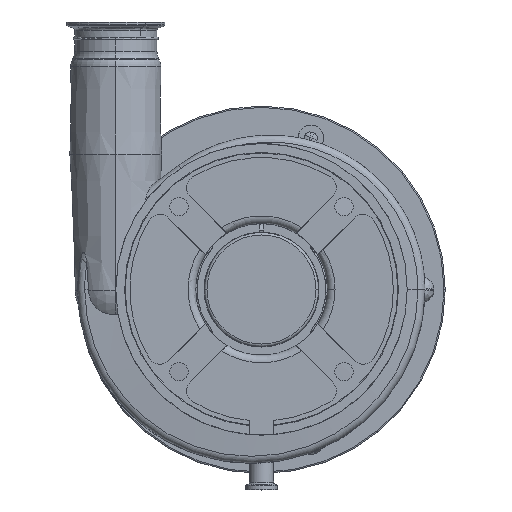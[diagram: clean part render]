
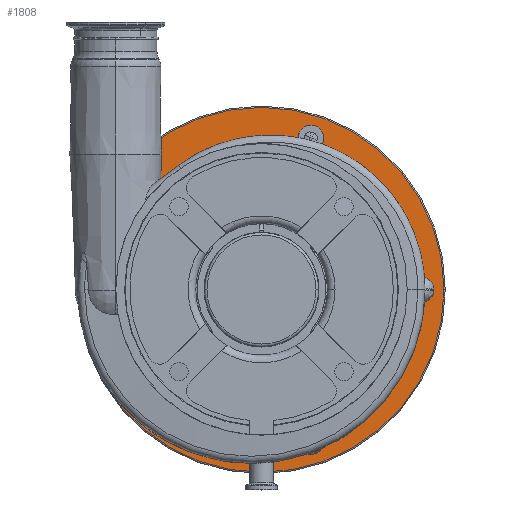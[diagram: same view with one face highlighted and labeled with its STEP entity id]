
A CAD part, top view. The second image highlights one B-rep face of the part: STEP entity #1808.
In plain terms, the highlighted planar face has unit normal (0, 0, 1).
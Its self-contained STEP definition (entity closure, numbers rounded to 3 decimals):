
#14 = VERTEX_POINT ( 'NONE', #6147 ) ;
#17 = FACE_BOUND ( 'NONE', #4003, .T. ) ;
#109 = CARTESIAN_POINT ( 'NONE',  ( 0., 115., -61. ) ) ;
#138 = EDGE_CURVE ( 'NONE', #2972, #895, #1091, .T. ) ;
#150 = DIRECTION ( 'NONE',  ( 0., 0., 1. ) ) ;
#193 = FACE_OUTER_BOUND ( 'NONE', #5569, .T. ) ;
#247 = DIRECTION ( 'NONE',  ( -1., 0., 0. ) ) ;
#560 = ORIENTED_EDGE ( 'NONE', *, *, #4358, .T. ) ;
#810 = ORIENTED_EDGE ( 'NONE', *, *, #138, .T. ) ;
#895 = VERTEX_POINT ( 'NONE', #6562 ) ;
#908 = EDGE_LOOP ( 'NONE', ( #5233, #12015 ) ) ;
#917 = DIRECTION ( 'NONE',  ( -1., 0., 0. ) ) ;
#1091 = CIRCLE ( 'NONE', #10751, 10. ) ;
#1093 = DIRECTION ( 'NONE',  ( 0., 0., -1. ) ) ;
#1218 = VERTEX_POINT ( 'NONE', #11399 ) ;
#1315 = DIRECTION ( 'NONE',  ( -1., 0., 0. ) ) ;
#1526 = ORIENTED_EDGE ( 'NONE', *, *, #16768, .T. ) ;
#1641 = CARTESIAN_POINT ( 'NONE',  ( 144., 0., -61. ) ) ;
#1785 = CARTESIAN_POINT ( 'NONE',  ( 48.936, 119.833, -61. ) ) ;
#1808 = ADVANCED_FACE ( 'NONE', ( #17, #12030, #13489, #4228, #16108, #9515, #193 ), #9427, .F. ) ;
#1842 = DIRECTION ( 'NONE',  ( -1., 0., 0. ) ) ;
#2038 = CARTESIAN_POINT ( 'NONE',  ( 38.936, -119.833, -61. ) ) ;
#2091 = EDGE_CURVE ( 'NONE', #895, #2972, #12149, .T. ) ;
#2247 = CARTESIAN_POINT ( 'NONE',  ( -101.936, 74.061, -61. ) ) ;
#2462 = AXIS2_PLACEMENT_3D ( 'NONE', #109, #15943, #1315 ) ;
#2467 = DIRECTION ( 'NONE',  ( -1., 0., 0. ) ) ;
#2481 = VERTEX_POINT ( 'NONE', #5836 ) ;
#2647 = ORIENTED_EDGE ( 'NONE', *, *, #8981, .T. ) ;
#2684 = CARTESIAN_POINT ( 'NONE',  ( 115., 0., -61. ) ) ;
#2856 = CARTESIAN_POINT ( 'NONE',  ( 116., 0., -61. ) ) ;
#2892 = CIRCLE ( 'NONE', #12832, 10. ) ;
#2972 = VERTEX_POINT ( 'NONE', #2856 ) ;
#3010 = DIRECTION ( 'NONE',  ( -1., 0., 0. ) ) ;
#3290 = AXIS2_PLACEMENT_3D ( 'NONE', #6374, #15837, #5079 ) ;
#3318 = EDGE_LOOP ( 'NONE', ( #3476, #1526 ) ) ;
#3339 = AXIS2_PLACEMENT_3D ( 'NONE', #5142, #150, #10768 ) ;
#3454 = DIRECTION ( 'NONE',  ( -1., 0., 0. ) ) ;
#3476 = ORIENTED_EDGE ( 'NONE', *, *, #14880, .T. ) ;
#3672 = AXIS2_PLACEMENT_3D ( 'NONE', #14875, #12365, #4311 ) ;
#4003 = EDGE_LOOP ( 'NONE', ( #2647, #560 ) ) ;
#4075 = VERTEX_POINT ( 'NONE', #13852 ) ;
#4215 = CARTESIAN_POINT ( 'NONE',  ( -101.936, -74.061, -61. ) ) ;
#4228 = FACE_BOUND ( 'NONE', #4546, .T. ) ;
#4311 = DIRECTION ( 'NONE',  ( -1., 0., 0. ) ) ;
#4358 = EDGE_CURVE ( 'NONE', #4075, #6141, #5544, .T. ) ;
#4378 = AXIS2_PLACEMENT_3D ( 'NONE', #7107, #15001, #1842 ) ;
#4484 = EDGE_CURVE ( 'NONE', #5129, #1218, #6926, .T. ) ;
#4546 = EDGE_LOOP ( 'NONE', ( #6643, #810 ) ) ;
#4647 = CIRCLE ( 'NONE', #4378, 10. ) ;
#4708 = DIRECTION ( 'NONE',  ( 0., 0., -1. ) ) ;
#4797 = DIRECTION ( 'NONE',  ( -1., 0., 0. ) ) ;
#5022 = DIRECTION ( 'NONE',  ( 1., 0., 0. ) ) ;
#5079 = DIRECTION ( 'NONE',  ( -1., 0., 0. ) ) ;
#5129 = VERTEX_POINT ( 'NONE', #1641 ) ;
#5142 = CARTESIAN_POINT ( 'NONE',  ( 0., 0., -61. ) ) ;
#5233 = ORIENTED_EDGE ( 'NONE', *, *, #10015, .T. ) ;
#5236 = ORIENTED_EDGE ( 'NONE', *, *, #11555, .T. ) ;
#5337 = DIRECTION ( 'NONE',  ( 0., 0., -1. ) ) ;
#5352 = DIRECTION ( 'NONE',  ( 0., 0., -1. ) ) ;
#5456 = EDGE_LOOP ( 'NONE', ( #5236, #13175 ) ) ;
#5544 = CIRCLE ( 'NONE', #8854, 10. ) ;
#5569 = EDGE_LOOP ( 'NONE', ( #8348, #8368 ) ) ;
#5836 = CARTESIAN_POINT ( 'NONE',  ( -111.936, 74.061, -61. ) ) ;
#6071 = AXIS2_PLACEMENT_3D ( 'NONE', #15106, #16327, #11288 ) ;
#6091 = CARTESIAN_POINT ( 'NONE',  ( 38.936, -119.833, -61. ) ) ;
#6141 = VERTEX_POINT ( 'NONE', #9990 ) ;
#6147 = CARTESIAN_POINT ( 'NONE',  ( -111.936, -74.061, -61. ) ) ;
#6325 = AXIS2_PLACEMENT_3D ( 'NONE', #2247, #15667, #3454 ) ;
#6374 = CARTESIAN_POINT ( 'NONE',  ( 126., 0., -61. ) ) ;
#6562 = CARTESIAN_POINT ( 'NONE',  ( 136., 0., -61. ) ) ;
#6615 = CIRCLE ( 'NONE', #6071, 144. ) ;
#6643 = ORIENTED_EDGE ( 'NONE', *, *, #2091, .T. ) ;
#6926 = CIRCLE ( 'NONE', #3339, 144. ) ;
#7107 = CARTESIAN_POINT ( 'NONE',  ( 38.936, 119.833, -61. ) ) ;
#7231 = ORIENTED_EDGE ( 'NONE', *, *, #16526, .F. ) ;
#7575 = CARTESIAN_POINT ( 'NONE',  ( 0., 0., -61. ) ) ;
#7576 = VERTEX_POINT ( 'NONE', #13421 ) ;
#7763 = EDGE_CURVE ( 'NONE', #14, #7576, #9370, .T. ) ;
#7826 = VERTEX_POINT ( 'NONE', #2684 ) ;
#7847 = VERTEX_POINT ( 'NONE', #9923 ) ;
#7881 = VERTEX_POINT ( 'NONE', #12956 ) ;
#8348 = ORIENTED_EDGE ( 'NONE', *, *, #4484, .T. ) ;
#8368 = ORIENTED_EDGE ( 'NONE', *, *, #8925, .T. ) ;
#8624 = CIRCLE ( 'NONE', #15845, 115. ) ;
#8854 = AXIS2_PLACEMENT_3D ( 'NONE', #6091, #1093, #2467 ) ;
#8891 = ORIENTED_EDGE ( 'NONE', *, *, #12637, .F. ) ;
#8925 = EDGE_CURVE ( 'NONE', #1218, #5129, #6615, .T. ) ;
#8981 = EDGE_CURVE ( 'NONE', #6141, #4075, #9292, .T. ) ;
#9292 = CIRCLE ( 'NONE', #11490, 10. ) ;
#9370 = CIRCLE ( 'NONE', #13241, 10. ) ;
#9427 = PLANE ( 'NONE',  #2462 ) ;
#9515 = FACE_BOUND ( 'NONE', #13076, .T. ) ;
#9654 = CARTESIAN_POINT ( 'NONE',  ( -115., 0., -61. ) ) ;
#9736 = CIRCLE ( 'NONE', #3672, 10. ) ;
#9827 = DIRECTION ( 'NONE',  ( 0., 0., -1. ) ) ;
#9890 = DIRECTION ( 'NONE',  ( 1., 0., 0. ) ) ;
#9923 = CARTESIAN_POINT ( 'NONE',  ( 28.936, 119.833, -61. ) ) ;
#9990 = CARTESIAN_POINT ( 'NONE',  ( 48.936, -119.833, -61. ) ) ;
#10015 = EDGE_CURVE ( 'NONE', #7881, #2481, #2892, .T. ) ;
#10168 = DIRECTION ( 'NONE',  ( 0., 0., 1. ) ) ;
#10389 = DIRECTION ( 'NONE',  ( 0., 0., 1. ) ) ;
#10751 = AXIS2_PLACEMENT_3D ( 'NONE', #12011, #5337, #247 ) ;
#10768 = DIRECTION ( 'NONE',  ( 1., 0., 0. ) ) ;
#11288 = DIRECTION ( 'NONE',  ( 1., 0., 0. ) ) ;
#11399 = CARTESIAN_POINT ( 'NONE',  ( -144., 0., -61. ) ) ;
#11490 = AXIS2_PLACEMENT_3D ( 'NONE', #2038, #4708, #4797 ) ;
#11555 = EDGE_CURVE ( 'NONE', #7576, #14, #15376, .T. ) ;
#11601 = CIRCLE ( 'NONE', #17112, 115. ) ;
#12011 = CARTESIAN_POINT ( 'NONE',  ( 126., 0., -61. ) ) ;
#12015 = ORIENTED_EDGE ( 'NONE', *, *, #15900, .T. ) ;
#12030 = FACE_BOUND ( 'NONE', #3318, .T. ) ;
#12100 = DIRECTION ( 'NONE',  ( -1., 0., 0. ) ) ;
#12149 = CIRCLE ( 'NONE', #3290, 10. ) ;
#12365 = DIRECTION ( 'NONE',  ( 0., 0., -1. ) ) ;
#12637 = EDGE_CURVE ( 'NONE', #15127, #7826, #8624, .T. ) ;
#12832 = AXIS2_PLACEMENT_3D ( 'NONE', #16682, #16581, #917 ) ;
#12877 = AXIS2_PLACEMENT_3D ( 'NONE', #4215, #9827, #3010 ) ;
#12956 = CARTESIAN_POINT ( 'NONE',  ( -91.936, 74.061, -61. ) ) ;
#13076 = EDGE_LOOP ( 'NONE', ( #7231, #8891 ) ) ;
#13175 = ORIENTED_EDGE ( 'NONE', *, *, #7763, .T. ) ;
#13241 = AXIS2_PLACEMENT_3D ( 'NONE', #13575, #5352, #12100 ) ;
#13421 = CARTESIAN_POINT ( 'NONE',  ( -91.936, -74.061, -61. ) ) ;
#13489 = FACE_BOUND ( 'NONE', #908, .T. ) ;
#13575 = CARTESIAN_POINT ( 'NONE',  ( -101.936, -74.061, -61. ) ) ;
#13852 = CARTESIAN_POINT ( 'NONE',  ( 28.936, -119.833, -61. ) ) ;
#14875 = CARTESIAN_POINT ( 'NONE',  ( 38.936, 119.833, -61. ) ) ;
#14880 = EDGE_CURVE ( 'NONE', #15046, #7847, #9736, .T. ) ;
#15001 = DIRECTION ( 'NONE',  ( 0., 0., -1. ) ) ;
#15046 = VERTEX_POINT ( 'NONE', #1785 ) ;
#15106 = CARTESIAN_POINT ( 'NONE',  ( 0., 0., -61. ) ) ;
#15127 = VERTEX_POINT ( 'NONE', #9654 ) ;
#15376 = CIRCLE ( 'NONE', #12877, 10. ) ;
#15605 = CARTESIAN_POINT ( 'NONE',  ( 0., 0., -61. ) ) ;
#15667 = DIRECTION ( 'NONE',  ( 0., 0., -1. ) ) ;
#15837 = DIRECTION ( 'NONE',  ( 0., 0., -1. ) ) ;
#15845 = AXIS2_PLACEMENT_3D ( 'NONE', #15605, #10389, #5022 ) ;
#15900 = EDGE_CURVE ( 'NONE', #2481, #7881, #16569, .T. ) ;
#15943 = DIRECTION ( 'NONE',  ( 0., 0., -1. ) ) ;
#16108 = FACE_BOUND ( 'NONE', #5456, .T. ) ;
#16327 = DIRECTION ( 'NONE',  ( 0., 0., 1. ) ) ;
#16526 = EDGE_CURVE ( 'NONE', #7826, #15127, #11601, .T. ) ;
#16569 = CIRCLE ( 'NONE', #6325, 10. ) ;
#16581 = DIRECTION ( 'NONE',  ( 0., 0., -1. ) ) ;
#16682 = CARTESIAN_POINT ( 'NONE',  ( -101.936, 74.061, -61. ) ) ;
#16768 = EDGE_CURVE ( 'NONE', #7847, #15046, #4647, .T. ) ;
#17112 = AXIS2_PLACEMENT_3D ( 'NONE', #7575, #10168, #9890 ) ;
